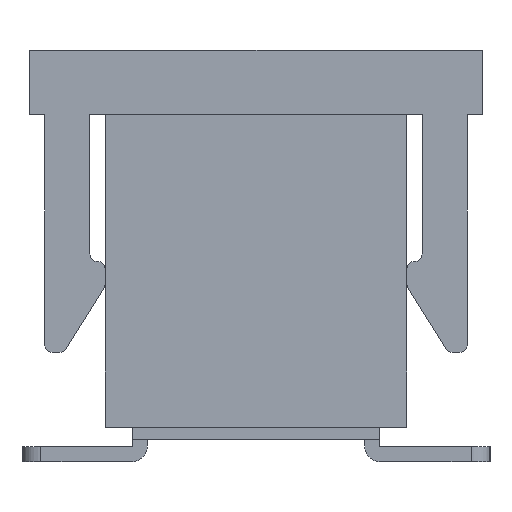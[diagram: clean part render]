
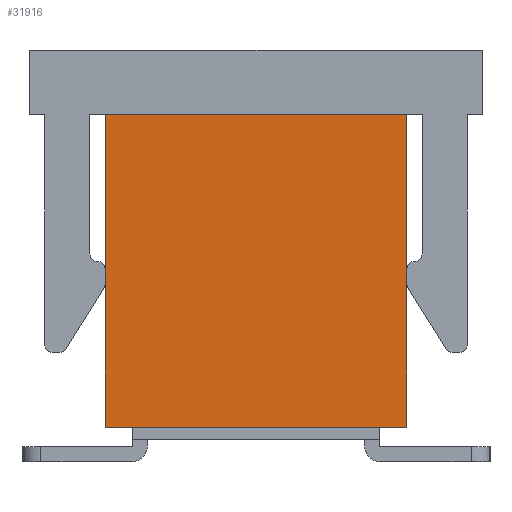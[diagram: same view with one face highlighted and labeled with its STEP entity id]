
A CAD part, front view. The second image highlights one B-rep face of the part: STEP entity #31916.
In plain terms, the highlighted face is planar.
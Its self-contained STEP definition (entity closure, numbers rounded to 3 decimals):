
#4146=LINE('',#54334,#7628);
#4150=LINE('',#54343,#7632);
#4156=LINE('',#54355,#7638);
#4157=LINE('',#54356,#7639);
#7628=VECTOR('',#43402,1000.);
#7632=VECTOR('',#43408,1000.);
#7638=VECTOR('',#43418,1000.);
#7639=VECTOR('',#43419,1000.);
#16533=ORIENTED_EDGE('',*,*,#21554,.F.);
#16534=ORIENTED_EDGE('',*,*,#21564,.F.);
#16535=ORIENTED_EDGE('',*,*,#21558,.T.);
#16536=ORIENTED_EDGE('',*,*,#21565,.T.);
#21554=EDGE_CURVE('',#24606,#24607,#4146,.T.);
#21558=EDGE_CURVE('',#24610,#24611,#4150,.T.);
#21564=EDGE_CURVE('',#24610,#24606,#4156,.T.);
#21565=EDGE_CURVE('',#24611,#24607,#4157,.T.);
#24606=VERTEX_POINT('',#54335);
#24607=VERTEX_POINT('',#54336);
#24610=VERTEX_POINT('',#54344);
#24611=VERTEX_POINT('',#54345);
#27247=EDGE_LOOP('',(#16533,#16534,#16535,#16536));
#29007=FACE_BOUND('',#27247,.T.);
#30197=PLANE('',#34781);
#31916=ADVANCED_FACE('',(#29007),#30197,.T.);
#34781=AXIS2_PLACEMENT_3D('',#54354,#43416,#43417);
#43402=DIRECTION('',(0.,0.,1.));
#43408=DIRECTION('',(0.,0.,1.));
#43416=DIRECTION('',(-1.,0.,0.));
#43417=DIRECTION('',(0.,0.,1.));
#43418=DIRECTION('',(0.,1.,0.));
#43419=DIRECTION('',(0.,1.,0.));
#54334=CARTESIAN_POINT('',(-10.25,2.,-2.07));
#54335=CARTESIAN_POINT('',(-10.25,2.,-2.07));
#54336=CARTESIAN_POINT('',(-10.25,2.,2.07));
#54343=CARTESIAN_POINT('',(-10.25,-2.,-2.07));
#54344=CARTESIAN_POINT('',(-10.25,-2.,-2.07));
#54345=CARTESIAN_POINT('',(-10.25,-2.,2.07));
#54354=CARTESIAN_POINT('',(-10.25,-2.,-2.07));
#54355=CARTESIAN_POINT('',(-10.25,-2.,-2.07));
#54356=CARTESIAN_POINT('',(-10.25,-2.,2.07));
